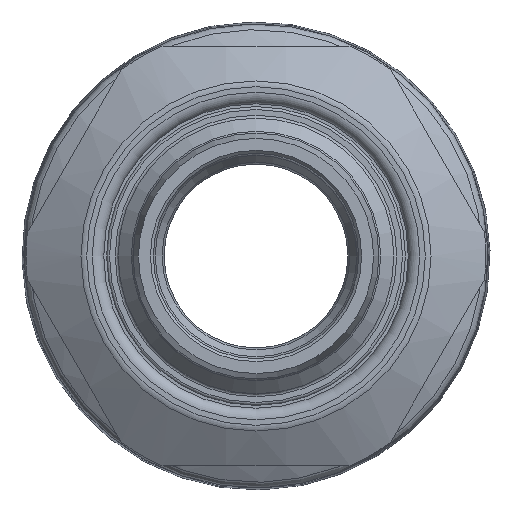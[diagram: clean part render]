
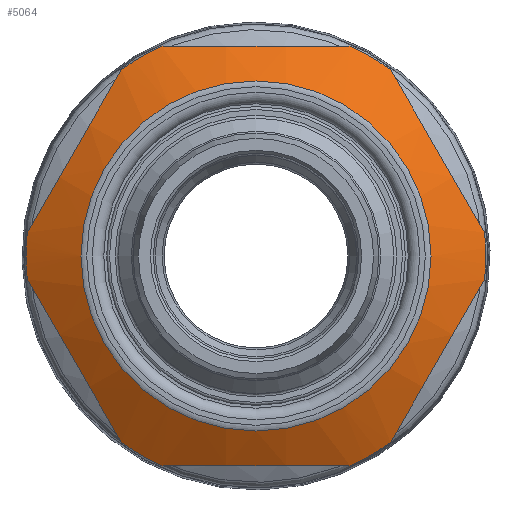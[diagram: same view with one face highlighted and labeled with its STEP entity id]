
A CAD part, front view. The second image highlights one B-rep face of the part: STEP entity #5064.
In plain terms, the highlighted conical face has half-angle 60 degrees and reference radius 17.78 mm.
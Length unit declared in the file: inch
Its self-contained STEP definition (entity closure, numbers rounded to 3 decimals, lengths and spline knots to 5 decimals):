
#202=(
BOUNDED_CURVE()
B_SPLINE_CURVE(2,(#11539,#11540,#11541),.UNSPECIFIED.,.F.,.F.)
B_SPLINE_CURVE_WITH_KNOTS((3,3),(0.,1.67512),.UNSPECIFIED.)
CURVE()
GEOMETRIC_REPRESENTATION_ITEM()
RATIONAL_B_SPLINE_CURVE((1.,1.096,1.))
REPRESENTATION_ITEM('')
);
#203=(
BOUNDED_CURVE()
B_SPLINE_CURVE(2,(#11545,#11546,#11547),.UNSPECIFIED.,.F.,.F.)
B_SPLINE_CURVE_WITH_KNOTS((3,3),(0.,1.67512),.UNSPECIFIED.)
CURVE()
GEOMETRIC_REPRESENTATION_ITEM()
RATIONAL_B_SPLINE_CURVE((1.,1.096,1.))
REPRESENTATION_ITEM('')
);
#204=(
BOUNDED_CURVE()
B_SPLINE_CURVE(2,(#11551,#11552,#11553),.UNSPECIFIED.,.F.,.F.)
B_SPLINE_CURVE_WITH_KNOTS((3,3),(0.,1.67512),.UNSPECIFIED.)
CURVE()
GEOMETRIC_REPRESENTATION_ITEM()
RATIONAL_B_SPLINE_CURVE((1.,1.096,1.))
REPRESENTATION_ITEM('')
);
#205=(
BOUNDED_CURVE()
B_SPLINE_CURVE(2,(#11557,#11558,#11559),.UNSPECIFIED.,.F.,.F.)
B_SPLINE_CURVE_WITH_KNOTS((3,3),(0.,1.67512),.UNSPECIFIED.)
CURVE()
GEOMETRIC_REPRESENTATION_ITEM()
RATIONAL_B_SPLINE_CURVE((1.,1.096,1.))
REPRESENTATION_ITEM('')
);
#206=(
BOUNDED_CURVE()
B_SPLINE_CURVE(2,(#11563,#11564,#11565),.UNSPECIFIED.,.F.,.F.)
B_SPLINE_CURVE_WITH_KNOTS((3,3),(0.,1.67512),.UNSPECIFIED.)
CURVE()
GEOMETRIC_REPRESENTATION_ITEM()
RATIONAL_B_SPLINE_CURVE((1.,1.096,1.))
REPRESENTATION_ITEM('')
);
#207=(
BOUNDED_CURVE()
B_SPLINE_CURVE(2,(#11569,#11570,#11571),.UNSPECIFIED.,.F.,.F.)
B_SPLINE_CURVE_WITH_KNOTS((3,3),(0.,1.67512),.UNSPECIFIED.)
CURVE()
GEOMETRIC_REPRESENTATION_ITEM()
RATIONAL_B_SPLINE_CURVE((1.,1.096,1.))
REPRESENTATION_ITEM('')
);
#713=FACE_OUTER_BOUND('',#1052,.T.);
#1052=EDGE_LOOP('',(#3904,#3905,#3906,#3907,#3908,#3909,#3910,#3911,#3912,
#3913,#3914,#3915,#3916,#3917,#3918,#3919));
#1311=LINE('',#11535,#1475);
#1475=VECTOR('',#6728,0.7);
#1720=CIRCLE('',#5587,0.60928);
#1722=CIRCLE('',#5591,0.8);
#1723=CIRCLE('',#5592,0.8);
#1724=CIRCLE('',#5593,0.8);
#1725=CIRCLE('',#5594,0.8);
#1726=CIRCLE('',#5595,0.8);
#1727=CIRCLE('',#5596,0.8);
#1728=CIRCLE('',#5597,0.8);
#2156=VERTEX_POINT('',#11527);
#2158=VERTEX_POINT('',#11534);
#2159=VERTEX_POINT('',#11536);
#2160=VERTEX_POINT('',#11538);
#2161=VERTEX_POINT('',#11542);
#2162=VERTEX_POINT('',#11544);
#2163=VERTEX_POINT('',#11548);
#2164=VERTEX_POINT('',#11550);
#2165=VERTEX_POINT('',#11554);
#2166=VERTEX_POINT('',#11556);
#2167=VERTEX_POINT('',#11560);
#2168=VERTEX_POINT('',#11562);
#2169=VERTEX_POINT('',#11566);
#2170=VERTEX_POINT('',#11568);
#2765=EDGE_CURVE('',#2156,#2156,#1720,.T.);
#2767=EDGE_CURVE('',#2156,#2158,#1311,.T.);
#2768=EDGE_CURVE('',#2159,#2158,#1722,.T.);
#2769=EDGE_CURVE('',#2160,#2159,#202,.T.);
#2770=EDGE_CURVE('',#2161,#2160,#1723,.T.);
#2771=EDGE_CURVE('',#2162,#2161,#203,.T.);
#2772=EDGE_CURVE('',#2163,#2162,#1724,.T.);
#2773=EDGE_CURVE('',#2164,#2163,#204,.T.);
#2774=EDGE_CURVE('',#2165,#2164,#1725,.T.);
#2775=EDGE_CURVE('',#2166,#2165,#205,.T.);
#2776=EDGE_CURVE('',#2167,#2166,#1726,.T.);
#2777=EDGE_CURVE('',#2168,#2167,#206,.T.);
#2778=EDGE_CURVE('',#2169,#2168,#1727,.T.);
#2779=EDGE_CURVE('',#2170,#2169,#207,.T.);
#2780=EDGE_CURVE('',#2158,#2170,#1728,.T.);
#3904=ORIENTED_EDGE('',*,*,#2765,.F.);
#3905=ORIENTED_EDGE('',*,*,#2767,.T.);
#3906=ORIENTED_EDGE('',*,*,#2768,.F.);
#3907=ORIENTED_EDGE('',*,*,#2769,.F.);
#3908=ORIENTED_EDGE('',*,*,#2770,.F.);
#3909=ORIENTED_EDGE('',*,*,#2771,.F.);
#3910=ORIENTED_EDGE('',*,*,#2772,.F.);
#3911=ORIENTED_EDGE('',*,*,#2773,.F.);
#3912=ORIENTED_EDGE('',*,*,#2774,.F.);
#3913=ORIENTED_EDGE('',*,*,#2775,.F.);
#3914=ORIENTED_EDGE('',*,*,#2776,.F.);
#3915=ORIENTED_EDGE('',*,*,#2777,.F.);
#3916=ORIENTED_EDGE('',*,*,#2778,.F.);
#3917=ORIENTED_EDGE('',*,*,#2779,.F.);
#3918=ORIENTED_EDGE('',*,*,#2780,.F.);
#3919=ORIENTED_EDGE('',*,*,#2767,.F.);
#4527=CONICAL_SURFACE('',#5590,0.7,1.047);
#5064=ADVANCED_FACE('',(#713),#4527,.T.);
#5587=AXIS2_PLACEMENT_3D('',#11529,#6720,#6721);
#5590=AXIS2_PLACEMENT_3D('',#11533,#6726,#6727);
#5591=AXIS2_PLACEMENT_3D('',#11537,#6729,#6730);
#5592=AXIS2_PLACEMENT_3D('',#11543,#6731,#6732);
#5593=AXIS2_PLACEMENT_3D('',#11549,#6733,#6734);
#5594=AXIS2_PLACEMENT_3D('',#11555,#6735,#6736);
#5595=AXIS2_PLACEMENT_3D('',#11561,#6737,#6738);
#5596=AXIS2_PLACEMENT_3D('',#11567,#6739,#6740);
#5597=AXIS2_PLACEMENT_3D('',#11572,#6741,#6742);
#6720=DIRECTION('center_axis',(0.,-1.,0.));
#6721=DIRECTION('ref_axis',(-1.,0.,0.));
#6726=DIRECTION('center_axis',(0.,1.,0.));
#6727=DIRECTION('ref_axis',(1.,0.,0.));
#6728=DIRECTION('',(-0.866,0.5,0.));
#6729=DIRECTION('center_axis',(0.,1.,0.));
#6730=DIRECTION('ref_axis',(-1.,0.,0.));
#6731=DIRECTION('center_axis',(0.,1.,0.));
#6732=DIRECTION('ref_axis',(-1.,0.,0.));
#6733=DIRECTION('center_axis',(0.,1.,0.));
#6734=DIRECTION('ref_axis',(-1.,0.,0.));
#6735=DIRECTION('center_axis',(0.,1.,0.));
#6736=DIRECTION('ref_axis',(-1.,0.,0.));
#6737=DIRECTION('center_axis',(0.,1.,0.));
#6738=DIRECTION('ref_axis',(-1.,0.,0.));
#6739=DIRECTION('center_axis',(0.,1.,0.));
#6740=DIRECTION('ref_axis',(-1.,0.,0.));
#6741=DIRECTION('center_axis',(0.,1.,0.));
#6742=DIRECTION('ref_axis',(-1.,0.,0.));
#11527=CARTESIAN_POINT('',(-0.60928,-2.07129,0.));
#11529=CARTESIAN_POINT('Origin',(0.,-2.07129,
0.));
#11533=CARTESIAN_POINT('Origin',(0.,-2.01892,
0.));
#11534=CARTESIAN_POINT('',(-0.8,-1.96118,0.));
#11535=CARTESIAN_POINT('',(-0.7,-2.01892,0.));
#11536=CARTESIAN_POINT('',(-0.79583,-1.96118,-0.08158));
#11537=CARTESIAN_POINT('Origin',(0.,-1.96118,0.));
#11538=CARTESIAN_POINT('',(-0.46857,-1.96118,-0.64842));
#11539=CARTESIAN_POINT('Ctrl Pts',(-0.46857,-1.96118,
-0.64842));
#11540=CARTESIAN_POINT('Ctrl Pts',(-0.6322,-2.03848,
-0.365));
#11541=CARTESIAN_POINT('Ctrl Pts',(-0.79583,-1.96118,
-0.08158));
#11542=CARTESIAN_POINT('',(-0.32726,-1.96118,-0.73));
#11543=CARTESIAN_POINT('Origin',(0.,-1.96118,0.));
#11544=CARTESIAN_POINT('',(0.32726,-1.96118,-0.73));
#11545=CARTESIAN_POINT('Ctrl Pts',(0.32726,-1.96118,
-0.73));
#11546=CARTESIAN_POINT('Ctrl Pts',(0.,-2.03848,
-0.73));
#11547=CARTESIAN_POINT('Ctrl Pts',(-0.32726,-1.96118,
-0.73));
#11548=CARTESIAN_POINT('',(0.46857,-1.96118,-0.64842));
#11549=CARTESIAN_POINT('Origin',(0.,-1.96118,0.));
#11550=CARTESIAN_POINT('',(0.79583,-1.96118,-0.08158));
#11551=CARTESIAN_POINT('Ctrl Pts',(0.79583,-1.96118,
-0.08158));
#11552=CARTESIAN_POINT('Ctrl Pts',(0.6322,-2.03848,-0.365));
#11553=CARTESIAN_POINT('Ctrl Pts',(0.46857,-1.96118,
-0.64842));
#11554=CARTESIAN_POINT('',(0.79583,-1.96118,0.08158));
#11555=CARTESIAN_POINT('Origin',(0.,-1.96118,0.));
#11556=CARTESIAN_POINT('',(0.46857,-1.96118,0.64842));
#11557=CARTESIAN_POINT('Ctrl Pts',(0.46857,-1.96118,
0.64842));
#11558=CARTESIAN_POINT('Ctrl Pts',(0.6322,-2.03848,0.365));
#11559=CARTESIAN_POINT('Ctrl Pts',(0.79583,-1.96118,
0.08158));
#11560=CARTESIAN_POINT('',(0.32726,-1.96118,0.73));
#11561=CARTESIAN_POINT('Origin',(0.,-1.96118,0.));
#11562=CARTESIAN_POINT('',(-0.32726,-1.96118,0.73));
#11563=CARTESIAN_POINT('Ctrl Pts',(-0.32726,-1.96118,
0.73));
#11564=CARTESIAN_POINT('Ctrl Pts',(0.,-2.03848,
0.73));
#11565=CARTESIAN_POINT('Ctrl Pts',(0.32726,-1.96118,
0.73));
#11566=CARTESIAN_POINT('',(-0.46857,-1.96118,0.64842));
#11567=CARTESIAN_POINT('Origin',(0.,-1.96118,0.));
#11568=CARTESIAN_POINT('',(-0.79583,-1.96118,0.08158));
#11569=CARTESIAN_POINT('Ctrl Pts',(-0.79583,-1.96118,
0.08158));
#11570=CARTESIAN_POINT('Ctrl Pts',(-0.6322,-2.03848,
0.365));
#11571=CARTESIAN_POINT('Ctrl Pts',(-0.46857,-1.96118,
0.64842));
#11572=CARTESIAN_POINT('Origin',(0.,-1.96118,0.));
